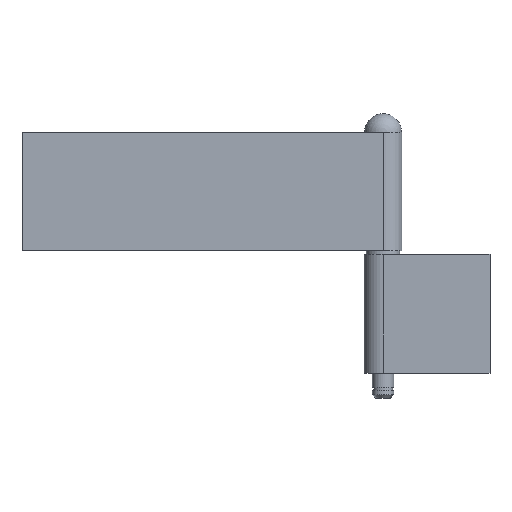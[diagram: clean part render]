
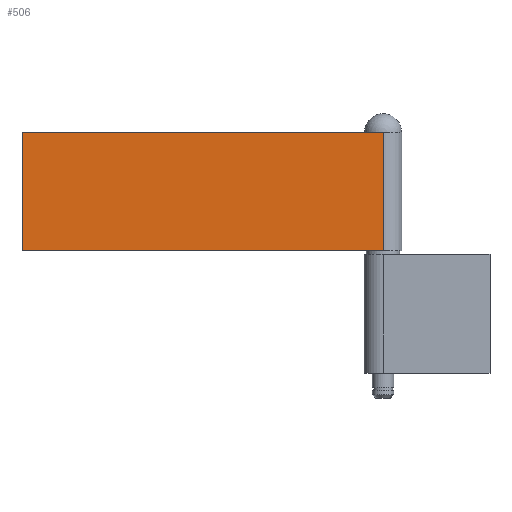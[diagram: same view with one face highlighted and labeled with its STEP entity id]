
A CAD part, top view. The second image highlights one B-rep face of the part: STEP entity #506.
In plain terms, the highlighted planar face has unit normal (0, 0, 1).
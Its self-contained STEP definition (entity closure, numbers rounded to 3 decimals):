
#2 = VERTEX_POINT ( 'NONE', #1146 ) ;
#6 = VERTEX_POINT ( 'NONE', #1351 ) ;
#16 = VERTEX_POINT ( 'NONE', #1349 ) ;
#32 = EDGE_CURVE ( 'NONE', #16, #6, #1286, .T. ) ;
#38 = EDGE_CURVE ( 'NONE', #16, #2, #1326, .T. ) ;
#128 = DIRECTION ( 'NONE',  ( 0., -1., 0. ) ) ;
#129 = VECTOR ( 'NONE', #128, 1000. ) ;
#130 = CARTESIAN_POINT ( 'NONE',  ( 152., 50., 7.95 ) ) ;
#136 = LINE ( 'NONE', #130, #129 ) ;
#382 = VERTEX_POINT ( 'NONE', #1415 ) ;
#384 = EDGE_CURVE ( 'NONE', #6, #382, #1553, .T. ) ;
#506 = ADVANCED_FACE ( 'NONE', ( #1365 ), #1364, .F. ) ;
#508 = EDGE_LOOP ( 'NONE', ( #726, #727, #729, #730 ) ) ;
#726 = ORIENTED_EDGE ( 'NONE', *, *, #384, .T. ) ;
#727 = ORIENTED_EDGE ( 'NONE', *, *, #728, .F. ) ;
#728 = EDGE_CURVE ( 'NONE', #2, #382, #136, .T. ) ;
#729 = ORIENTED_EDGE ( 'NONE', *, *, #38, .F. ) ;
#730 = ORIENTED_EDGE ( 'NONE', *, *, #32, .T. ) ;
#1146 = CARTESIAN_POINT ( 'NONE',  ( 152., 50., 7.95 ) ) ;
#1283 = DIRECTION ( 'NONE',  ( 0., -1., 0. ) ) ;
#1284 = VECTOR ( 'NONE', #1283, 1000. ) ;
#1285 = CARTESIAN_POINT ( 'NONE',  ( 0., 50., 7.95 ) ) ;
#1286 = LINE ( 'NONE', #1285, #1284 ) ;
#1319 = DIRECTION ( 'NONE',  ( 1., 0., 0. ) ) ;
#1320 = VECTOR ( 'NONE', #1319, 1000. ) ;
#1321 = CARTESIAN_POINT ( 'NONE',  ( 0., 50., 7.95 ) ) ;
#1326 = LINE ( 'NONE', #1321, #1320 ) ;
#1349 = CARTESIAN_POINT ( 'NONE',  ( 0., 50., 7.95 ) ) ;
#1351 = CARTESIAN_POINT ( 'NONE',  ( 0., 0., 7.95 ) ) ;
#1360 = DIRECTION ( 'NONE',  ( -1., 0., 0. ) ) ;
#1361 = DIRECTION ( 'NONE',  ( 0., 0., -1. ) ) ;
#1362 = CARTESIAN_POINT ( 'NONE',  ( 0., 50., 7.95 ) ) ;
#1363 = AXIS2_PLACEMENT_3D ( 'NONE', #1362, #1361, #1360 ) ;
#1364 = PLANE ( 'NONE',  #1363 ) ;
#1365 = FACE_OUTER_BOUND ( 'NONE', #508, .T. ) ;
#1415 = CARTESIAN_POINT ( 'NONE',  ( 152., 0., 7.95 ) ) ;
#1550 = DIRECTION ( 'NONE',  ( 1., 0., 0. ) ) ;
#1551 = VECTOR ( 'NONE', #1550, 1000. ) ;
#1552 = CARTESIAN_POINT ( 'NONE',  ( 0., 0., 7.95 ) ) ;
#1553 = LINE ( 'NONE', #1552, #1551 ) ;
